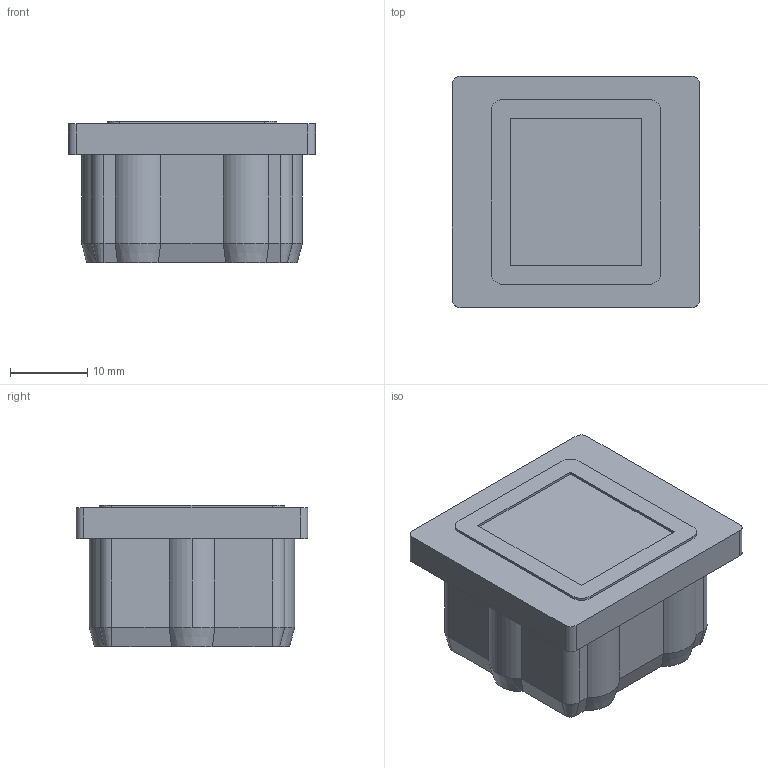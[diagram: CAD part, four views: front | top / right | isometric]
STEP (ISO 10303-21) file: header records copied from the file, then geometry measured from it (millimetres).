
FILE_DESCRIPTION (( 'STEP AP214' ), '1' );
FILE_NAME ('0020437.step', '2022-08-17T13:00:15', ( '' ), ( '' ), 'SwSTEP 2.0', 'SolidWorks 2020', '' );
FILE_SCHEMA (( 'AUTOMOTIVE_DESIGN' ));
Length unit declared in the file: millimetre
Products named in the file (1): 0020437
Bounding box: 32 x 30 x 18.32 mm (x, y, z)
Volume: 7256.6 mm3; surface area: 4864.4 mm2
Topology: 1 solids, 1 shells, 76 faces, 190 edges, 120 vertices
Faces by surface type: plane 46, cylinder 19, cone 11
Entity records: 2290 total; most frequent: CARTESIAN_POINT 423, DIRECTION 382, ORIENTED_EDGE 380, EDGE_CURVE 190, LINE 128, VECTOR 128, AXIS2_PLACEMENT_3D 127, VERTEX_POINT 120
